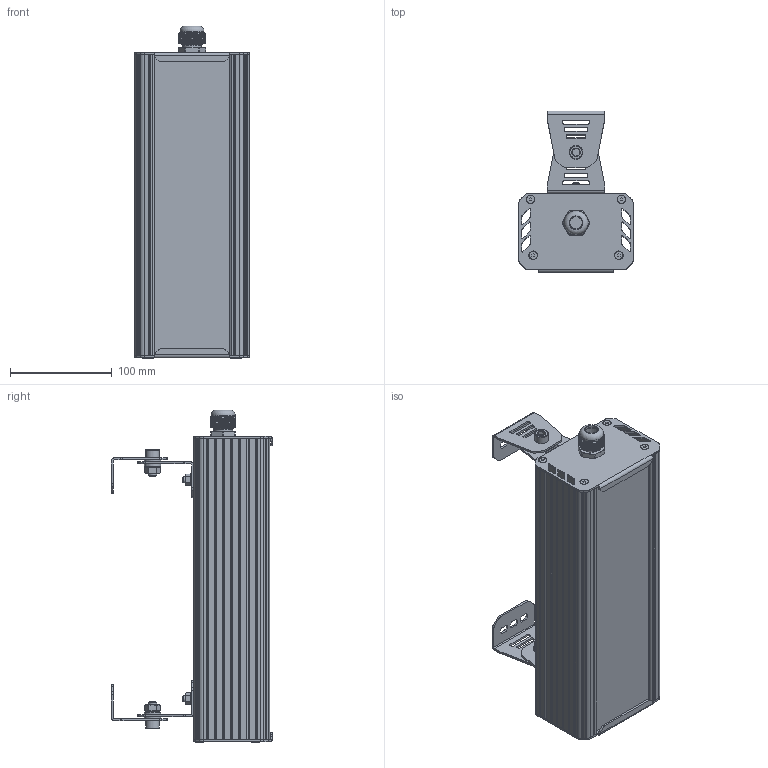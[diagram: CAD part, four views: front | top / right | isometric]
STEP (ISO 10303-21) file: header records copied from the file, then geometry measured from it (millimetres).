
FILE_DESCRIPTION(('STEP AP214'), '1');
FILE_NAME('001.0070.34.000 - ÃÑÏ-Ïðèìà-Îïòèê-40', '2023-09-24T10:37:09', ('Ëóêîíèí Å Ï'), ('ÎÊÁ Ñâîé Ñòèëü'), 'C3D Converter', 'C3D Toolkit', '');
FILE_SCHEMA(('AUTOMOTIVE_DESIGN { 1 0 10303 214 3 1 1}'));
Length unit declared in the file: millimetre
Products named in the file (30): 001.0070.34.000; 001.0065.01.000
Assembly tree (123 placements, depth 3):
  001.0070.34.000
    (unnamed)
      (unnamed)
      (unnamed)  x4
      (unnamed)
      (unnamed)  x4
      (unnamed)
      (unnamed)  x12
      (unnamed)  x52
      (unnamed)  x4
      (unnamed)  x4
      (unnamed)  x4
      (unnamed)  x4
      (unnamed)  x4
      (unnamed)  x4
      (unnamed)  x4
      (unnamed)  x4
      (unnamed)
      (unnamed)
      (unnamed)
    001.0065.01.000  x2
      (unnamed)
      (unnamed)
      (unnamed)
      (unnamed)
      (unnamed)
      (unnamed)
      (unnamed)
      (unnamed)
      (unnamed)
Bounding box: 112.19 x 158.42 x 326 mm (x, y, z)
Volume: 680453.5 mm3; surface area: 567223.3 mm2
Topology: 174 solids, 174 shells, 3383 faces, 8511 edges, 5694 vertices
Faces by surface type: plane 2103, cylinder 1016, cone 166, bspline 76, sphere 12, torus 10
Full cylindrical faces by diameter (mm): 1 x12, 2 x8, 2.5 x16, 2.8 x100, 3.2 x12, 3.5 x24, 4 x8, 6 x4, 6.375 x2, 8 x12, 8.5 x8, 9 x52, 12 x3, 12.5 x1, 13.333 x2, 16 x4, 18.5 x3, 20 x1, 23.5 x1
Entity records: 103305 total; most frequent: CARTESIAN_POINT 38872, DIRECTION 10028, ORIENTED_EDGE 9654, EDGE_CURVE 4827, AXIS2_PLACEMENT_3D 3591, VERTEX_POINT 3309, LINE 2846, VECTOR 2846
